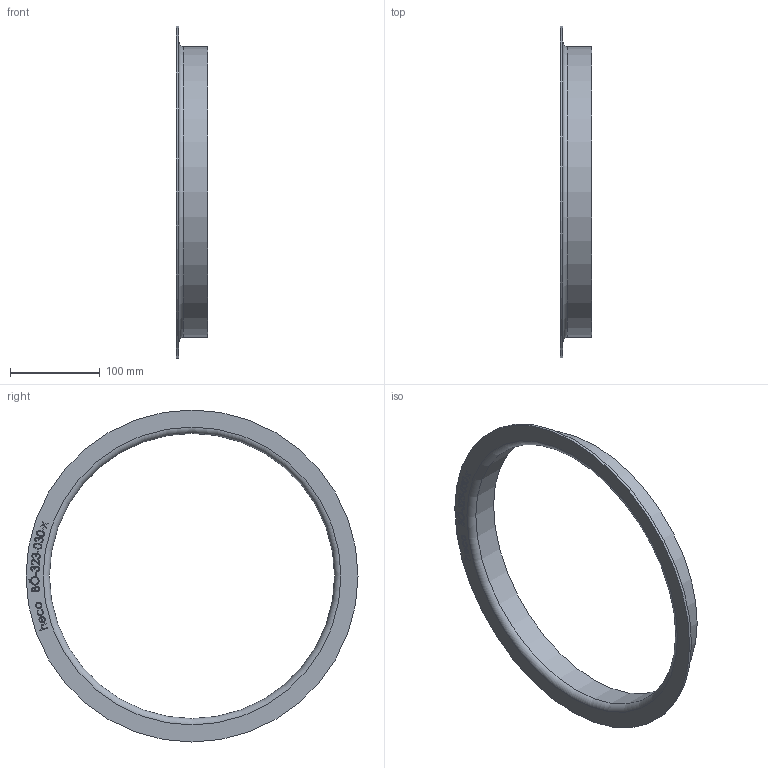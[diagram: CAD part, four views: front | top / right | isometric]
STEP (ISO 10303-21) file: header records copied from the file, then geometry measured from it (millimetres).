
FILE_DESCRIPTION (( 'STEP AP214' ), '1' );
FILE_NAME ('BÖ-323-030-x Vorschweissbördel 2012.STEP', '2020-12-07T09:16:54', ( '' ), ( '' ), 'SwSTEP 2.0', 'SolidWorks 2019', '' );
FILE_SCHEMA (( 'AUTOMOTIVE_DESIGN' ));
Length unit declared in the file: millimetre
Products named in the file (1): BÖ-323-030-x Vorschweissbördel 2012
Bounding box: 35 x 370 x 370 mm (x, y, z)
Volume: 176109 mm3; surface area: 122170.6 mm2
Topology: 1 solids, 1 shells, 220 faces, 574 edges, 382 vertices
Faces by surface type: bspline 126, plane 89, cylinder 3, torus 2
Full cylindrical faces by diameter (mm): 317.9 x1, 323.9 x1, 370 x1
Entity records: 15946 total; most frequent: CARTESIAN_POINT 9122, ORIENTED_EDGE 1138, EDGE_CURVE 569, DIRECTION 515, VERTEX_POINT 382, VECTOR 309, LINE 309, EDGE_LOOP 253
